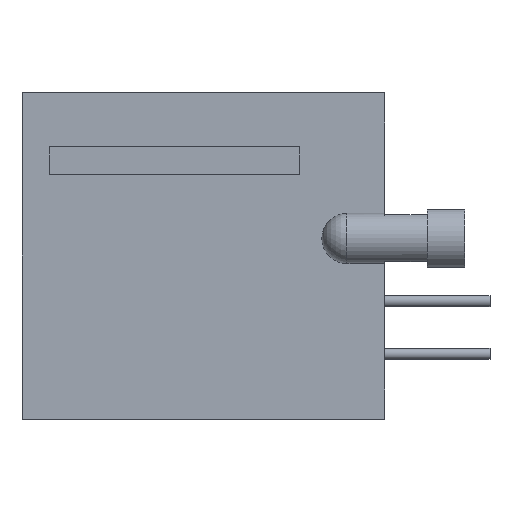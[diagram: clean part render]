
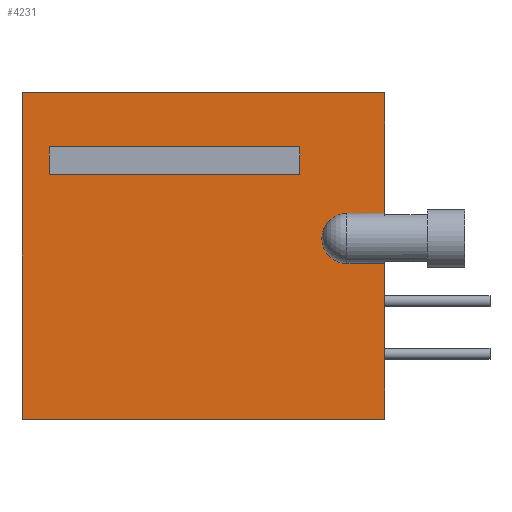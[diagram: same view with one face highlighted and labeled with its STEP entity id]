
A CAD part, left-side view. The second image highlights one B-rep face of the part: STEP entity #4231.
In plain terms, the highlighted planar face has unit normal (-1, 0, 0).
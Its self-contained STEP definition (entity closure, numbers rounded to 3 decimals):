
#38 = CARTESIAN_POINT ( 'NONE',  ( -7.5, -7.225, -13. ) ) ;
#231 = CARTESIAN_POINT ( 'NONE',  ( -7.5, 7.225, -2.15 ) ) ;
#259 = DIRECTION ( 'NONE',  ( 0., 1., 0. ) ) ;
#286 = CARTESIAN_POINT ( 'NONE',  ( -7.5, 7.225, 0. ) ) ;
#317 = EDGE_CURVE ( 'NONE', #4684, #3960, #4172, .T. ) ;
#369 = CARTESIAN_POINT ( 'NONE',  ( -7.5, -5.725, -4.8 ) ) ;
#395 = ORIENTED_EDGE ( 'NONE', *, *, #4479, .F. ) ;
#441 = VECTOR ( 'NONE', #4726, 1000. ) ;
#460 = DIRECTION ( 'NONE',  ( 0., 0., 1. ) ) ;
#485 = EDGE_CURVE ( 'NONE', #4684, #700, #3872, .T. ) ;
#518 = EDGE_CURVE ( 'NONE', #770, #1214, #4934, .T. ) ;
#526 = LINE ( 'NONE', #231, #1586 ) ;
#571 = ORIENTED_EDGE ( 'NONE', *, *, #317, .T. ) ;
#622 = LINE ( 'NONE', #1887, #4065 ) ;
#700 = VERTEX_POINT ( 'NONE', #369 ) ;
#701 = LINE ( 'NONE', #2155, #3094 ) ;
#722 = CARTESIAN_POINT ( 'NONE',  ( -7.5, -7.225, -13. ) ) ;
#732 = CARTESIAN_POINT ( 'NONE',  ( -7.5, 6.147, -3.25 ) ) ;
#770 = VERTEX_POINT ( 'NONE', #1651 ) ;
#915 = DIRECTION ( 'NONE',  ( 0., 0., 1. ) ) ;
#1111 = EDGE_LOOP ( 'NONE', ( #5121, #3915, #5641, #3024 ) ) ;
#1194 = ORIENTED_EDGE ( 'NONE', *, *, #485, .F. ) ;
#1214 = VERTEX_POINT ( 'NONE', #1439 ) ;
#1292 = EDGE_CURVE ( 'NONE', #770, #700, #3267, .T. ) ;
#1439 = CARTESIAN_POINT ( 'NONE',  ( -7.5, -7.225, -6.8 ) ) ;
#1530 = VERTEX_POINT ( 'NONE', #2842 ) ;
#1534 = VECTOR ( 'NONE', #2851, 1000. ) ;
#1554 = VECTOR ( 'NONE', #4128, 1000. ) ;
#1586 = VECTOR ( 'NONE', #2926, 1000. ) ;
#1609 = CARTESIAN_POINT ( 'NONE',  ( -7.5, -4.725, -4.8 ) ) ;
#1644 = VECTOR ( 'NONE', #259, 1000. ) ;
#1651 = CARTESIAN_POINT ( 'NONE',  ( -7.5, -5.725, -6.8 ) ) ;
#1689 = EDGE_CURVE ( 'NONE', #5173, #1214, #5456, .T. ) ;
#1712 = DIRECTION ( 'NONE',  ( 0., -1., 0. ) ) ;
#1720 = FACE_OUTER_BOUND ( 'NONE', #4268, .T. ) ;
#1833 = LINE ( 'NONE', #5021, #1554 ) ;
#1859 = CARTESIAN_POINT ( 'NONE',  ( -7.5, 7.225, -3.25 ) ) ;
#1887 = CARTESIAN_POINT ( 'NONE',  ( -7.5, 7.225, 0. ) ) ;
#2078 = CARTESIAN_POINT ( 'NONE',  ( -7.5, -4.725, -6.8 ) ) ;
#2155 = CARTESIAN_POINT ( 'NONE',  ( -7.5, 6.147, -13. ) ) ;
#2174 = DIRECTION ( 'NONE',  ( 1., 0., 0. ) ) ;
#2224 = EDGE_CURVE ( 'NONE', #2630, #4164, #4418, .T. ) ;
#2264 = CARTESIAN_POINT ( 'NONE',  ( -7.5, -7.225, -13. ) ) ;
#2306 = ORIENTED_EDGE ( 'NONE', *, *, #4058, .T. ) ;
#2336 = DIRECTION ( 'NONE',  ( 0., -1., 0. ) ) ;
#2477 = DIRECTION ( 'NONE',  ( 0., 0., 1. ) ) ;
#2491 = EDGE_CURVE ( 'NONE', #2663, #3960, #622, .T. ) ;
#2514 = EDGE_CURVE ( 'NONE', #4164, #5503, #1833, .T. ) ;
#2585 = DIRECTION ( 'NONE',  ( 0., 0., -1. ) ) ;
#2630 = VERTEX_POINT ( 'NONE', #732 ) ;
#2663 = VERTEX_POINT ( 'NONE', #286 ) ;
#2723 = EDGE_CURVE ( 'NONE', #3713, #2630, #701, .T. ) ;
#2830 = CARTESIAN_POINT ( 'NONE',  ( -7.5, 7.225, -13. ) ) ;
#2842 = CARTESIAN_POINT ( 'NONE',  ( -7.5, 7.225, -13. ) ) ;
#2851 = DIRECTION ( 'NONE',  ( 0., -1., 0. ) ) ;
#2926 = DIRECTION ( 'NONE',  ( 0., 1., 0. ) ) ;
#3024 = ORIENTED_EDGE ( 'NONE', *, *, #4241, .F. ) ;
#3084 = DIRECTION ( 'NONE',  ( 0., 0., 1. ) ) ;
#3094 = VECTOR ( 'NONE', #2585, 1000. ) ;
#3267 = CIRCLE ( 'NONE', #5601, 1. ) ;
#3295 = CARTESIAN_POINT ( 'NONE',  ( -7.5, -7.225, -4.8 ) ) ;
#3346 = ORIENTED_EDGE ( 'NONE', *, *, #1689, .T. ) ;
#3635 = ORIENTED_EDGE ( 'NONE', *, *, #1292, .T. ) ;
#3713 = VERTEX_POINT ( 'NONE', #5685 ) ;
#3872 = LINE ( 'NONE', #1609, #1644 ) ;
#3915 = ORIENTED_EDGE ( 'NONE', *, *, #2224, .F. ) ;
#3960 = VERTEX_POINT ( 'NONE', #4962 ) ;
#4008 = ORIENTED_EDGE ( 'NONE', *, *, #518, .F. ) ;
#4058 = EDGE_CURVE ( 'NONE', #1530, #5173, #5093, .T. ) ;
#4065 = VECTOR ( 'NONE', #2336, 1000. ) ;
#4128 = DIRECTION ( 'NONE',  ( 0., 0., 1. ) ) ;
#4164 = VERTEX_POINT ( 'NONE', #5108 ) ;
#4172 = LINE ( 'NONE', #722, #5346 ) ;
#4231 = ADVANCED_FACE ( 'NONE', ( #1720, #5278 ), #5586, .T. ) ;
#4241 = EDGE_CURVE ( 'NONE', #5503, #3713, #526, .T. ) ;
#4258 = VECTOR ( 'NONE', #460, 1000. ) ;
#4268 = EDGE_LOOP ( 'NONE', ( #3635, #1194, #571, #5401, #395, #2306, #3346, #4008 ) ) ;
#4418 = LINE ( 'NONE', #1859, #5479 ) ;
#4479 = EDGE_CURVE ( 'NONE', #1530, #2663, #5573, .T. ) ;
#4684 = VERTEX_POINT ( 'NONE', #3295 ) ;
#4697 = CARTESIAN_POINT ( 'NONE',  ( -7.5, 7.225, -13. ) ) ;
#4726 = DIRECTION ( 'NONE',  ( 0., -1., 0. ) ) ;
#4844 = CARTESIAN_POINT ( 'NONE',  ( -7.5, -5.725, -5.8 ) ) ;
#4934 = LINE ( 'NONE', #2078, #441 ) ;
#4962 = CARTESIAN_POINT ( 'NONE',  ( -7.5, -7.225, 0. ) ) ;
#5021 = CARTESIAN_POINT ( 'NONE',  ( -7.5, -3.853, -13. ) ) ;
#5093 = LINE ( 'NONE', #2830, #1534 ) ;
#5108 = CARTESIAN_POINT ( 'NONE',  ( -7.5, -3.853, -3.25 ) ) ;
#5121 = ORIENTED_EDGE ( 'NONE', *, *, #2514, .F. ) ;
#5145 = DIRECTION ( 'NONE',  ( -1., 0., 0. ) ) ;
#5173 = VERTEX_POINT ( 'NONE', #38 ) ;
#5278 = FACE_BOUND ( 'NONE', #1111, .T. ) ;
#5288 = CARTESIAN_POINT ( 'NONE',  ( -7.5, -3.853, -2.15 ) ) ;
#5296 = DIRECTION ( 'NONE',  ( 0., 0., 1. ) ) ;
#5346 = VECTOR ( 'NONE', #3084, 1000. ) ;
#5376 = CARTESIAN_POINT ( 'NONE',  ( -7.5, 7.225, -13. ) ) ;
#5401 = ORIENTED_EDGE ( 'NONE', *, *, #2491, .F. ) ;
#5438 = VECTOR ( 'NONE', #915, 1000. ) ;
#5456 = LINE ( 'NONE', #2264, #4258 ) ;
#5479 = VECTOR ( 'NONE', #1712, 1000. ) ;
#5503 = VERTEX_POINT ( 'NONE', #5288 ) ;
#5573 = LINE ( 'NONE', #5376, #5438 ) ;
#5586 = PLANE ( 'NONE',  #5714 ) ;
#5601 = AXIS2_PLACEMENT_3D ( 'NONE', #4844, #2174, #5296 ) ;
#5641 = ORIENTED_EDGE ( 'NONE', *, *, #2723, .F. ) ;
#5685 = CARTESIAN_POINT ( 'NONE',  ( -7.5, 6.147, -2.15 ) ) ;
#5714 = AXIS2_PLACEMENT_3D ( 'NONE', #4697, #5145, #2477 ) ;
